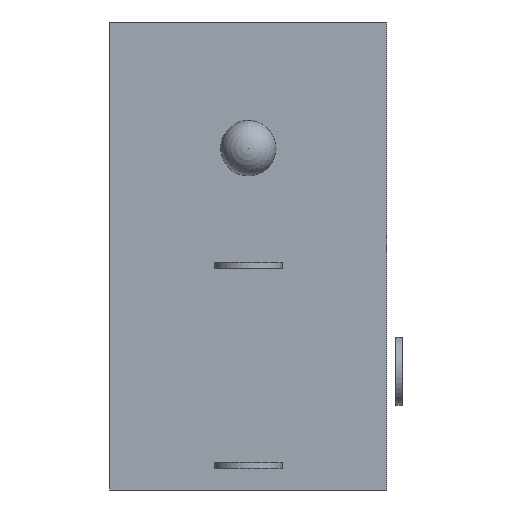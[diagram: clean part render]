
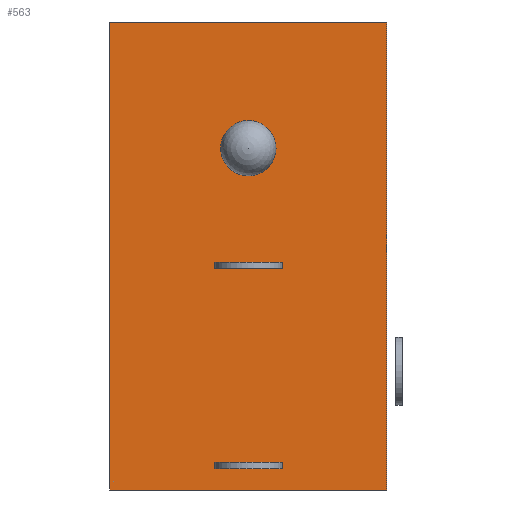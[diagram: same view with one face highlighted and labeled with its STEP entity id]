
A CAD part, front view. The second image highlights one B-rep face of the part: STEP entity #563.
In plain terms, the highlighted planar face has unit normal (0, -1, 0).
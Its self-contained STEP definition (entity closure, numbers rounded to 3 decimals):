
#19=FACE_BOUND('',#96,.T.);
#58=FACE_OUTER_BOUND('',#95,.T.);
#95=EDGE_LOOP('',(#432,#433,#434,#435));
#96=EDGE_LOOP('',(#436));
#125=LINE('',#838,#177);
#132=LINE('',#853,#184);
#136=LINE('',#883,#188);
#142=LINE('',#894,#194);
#177=VECTOR('',#667,10.);
#184=VECTOR('',#680,10.);
#188=VECTOR('',#716,10.);
#194=VECTOR('',#728,10.);
#233=CIRCLE('',#612,0.9);
#253=VERTEX_POINT('',#835);
#254=VERTEX_POINT('',#837);
#259=VERTEX_POINT('',#851);
#263=VERTEX_POINT('',#862);
#269=VERTEX_POINT('',#882);
#304=EDGE_CURVE('',#253,#254,#125,.T.);
#312=EDGE_CURVE('',#259,#253,#132,.T.);
#317=EDGE_CURVE('',#263,#263,#233,.T.);
#325=EDGE_CURVE('',#269,#259,#136,.T.);
#331=EDGE_CURVE('',#269,#254,#142,.T.);
#432=ORIENTED_EDGE('',*,*,#325,.F.);
#433=ORIENTED_EDGE('',*,*,#331,.T.);
#434=ORIENTED_EDGE('',*,*,#304,.F.);
#435=ORIENTED_EDGE('',*,*,#312,.F.);
#436=ORIENTED_EDGE('',*,*,#317,.T.);
#534=PLANE('',#626);
#563=ADVANCED_FACE('',(#58,#19),#534,.T.);
#612=AXIS2_PLACEMENT_3D('',#864,#692,#693);
#626=AXIS2_PLACEMENT_3D('',#895,#729,#730);
#667=DIRECTION('',(-1.,0.,0.));
#680=DIRECTION('',(0.,0.,-1.));
#692=DIRECTION('center_axis',(0.,1.,0.));
#693=DIRECTION('ref_axis',(1.,0.,0.));
#716=DIRECTION('',(1.,0.,0.));
#728=DIRECTION('',(0.,0.,-1.));
#729=DIRECTION('center_axis',(0.,-1.,0.));
#730=DIRECTION('ref_axis',(-1.,0.,0.));
#835=CARTESIAN_POINT('',(4.5,0.,-15.2));
#837=CARTESIAN_POINT('',(-4.5,0.,-15.2));
#838=CARTESIAN_POINT('',(1.75,0.,-15.2));
#851=CARTESIAN_POINT('',(4.5,0.,0.));
#853=CARTESIAN_POINT('',(4.5,0.,0.));
#862=CARTESIAN_POINT('',(-0.9,0.,-4.1));
#864=CARTESIAN_POINT('Origin',(0.,0.,-4.1));
#882=CARTESIAN_POINT('',(-4.5,0.,0.));
#883=CARTESIAN_POINT('',(1.75,0.,0.));
#894=CARTESIAN_POINT('',(-4.5,0.,0.));
#895=CARTESIAN_POINT('Origin',(4.5,0.,0.));
